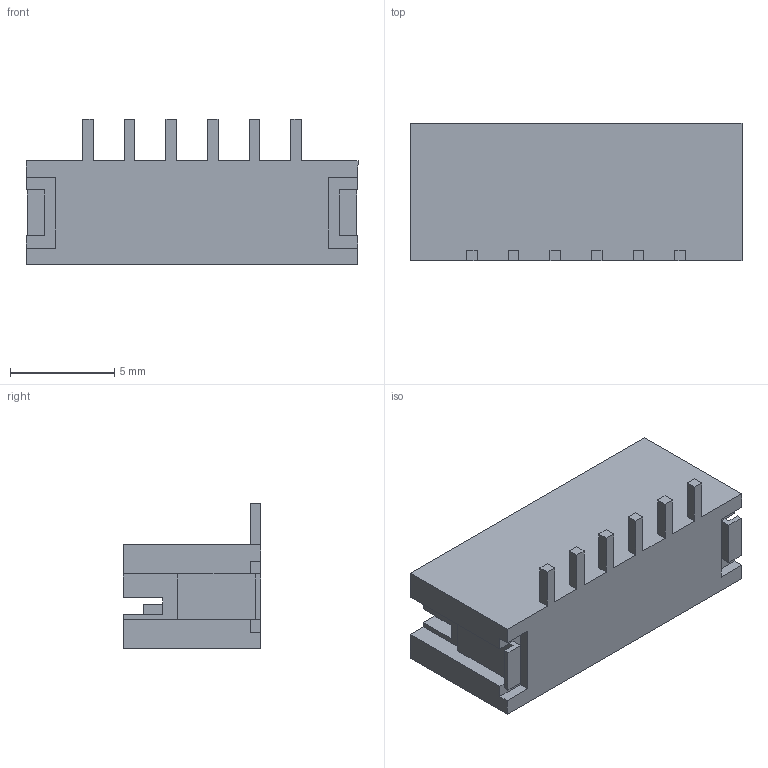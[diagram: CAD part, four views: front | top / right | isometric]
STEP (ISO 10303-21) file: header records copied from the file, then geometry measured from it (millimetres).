
FILE_DESCRIPTION (( 'STEP AP214' ), '1' );
FILE_NAME ('B6B-PH-SM4.STEP', '2010-06-14T04:39:08', ( ' ' ), ( ' ' ), 'SwSTEP 2.0', 'SolidWorks 2005235', '' );
FILE_SCHEMA (( 'AUTOMOTIVE_DESIGN' ));
Length unit declared in the file: millimetre
Products named in the file (1): B6B-PH-SM4
Bounding box: 15.95 x 6.6 x 7 mm (x, y, z)
Volume: 279.5 mm3; surface area: 618.3 mm2
Topology: 1 solids, 1 shells, 112 faces, 306 edges, 202 vertices
Faces by surface type: plane 112
Entity records: 4717 total; most frequent: CARTESIAN_POINT 621, ORIENTED_EDGE 612, DIRECTION 532, EDGE_CURVE 306, VECTOR 306, LINE 306, VERTEX_POINT 202, EDGE_LOOP 118
